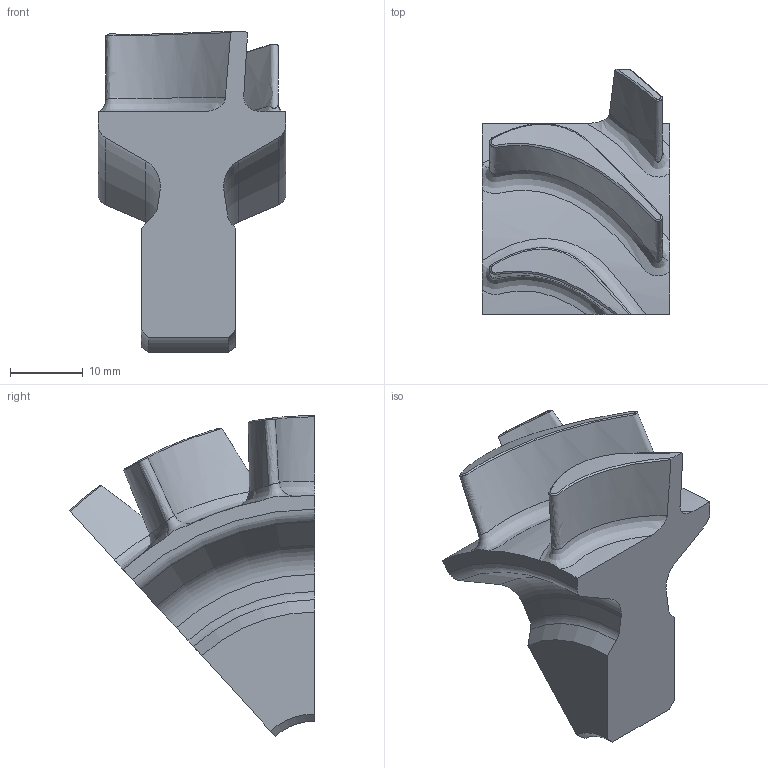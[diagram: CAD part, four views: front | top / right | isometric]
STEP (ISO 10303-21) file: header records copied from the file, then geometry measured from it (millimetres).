
FILE_DESCRIPTION (( 'STEP AP214' ), '1' );
FILE_NAME ('Turbine_Slice_V1.STEP', '2025-03-01T04:51:42', ( '' ), ( '' ), 'SwSTEP 2.0', 'SolidWorks 2024', '' );
FILE_SCHEMA (( 'AUTOMOTIVE_DESIGN' ));
Length unit declared in the file: millimetre
Products named in the file (1): Turbine_Slice_V1
Bounding box: 25.74 x 33.68 x 44.09 mm (x, y, z)
Volume: 9769 mm3; surface area: 4276.4 mm2
Topology: 1 solids, 1 shells, 43 faces, 123 edges, 82 vertices
Faces by surface type: bspline 15, cone 8, cylinder 8, plane 6, torus 6
Entity records: 16979 total; most frequent: CARTESIAN_POINT 15945, ORIENTED_EDGE 246, DIRECTION 166, EDGE_CURVE 123, VERTEX_POINT 82, AXIS2_PLACEMENT_3D 67, B_SPLINE_CURVE_WITH_KNOTS 53, ADVANCED_FACE 43
